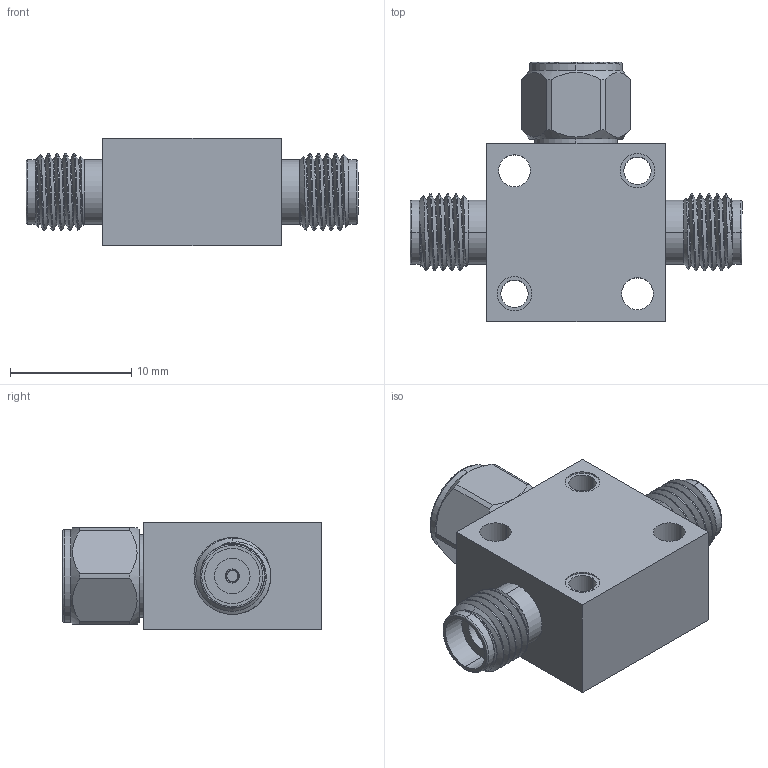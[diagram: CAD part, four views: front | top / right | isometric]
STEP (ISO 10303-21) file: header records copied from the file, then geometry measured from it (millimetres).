
FILE_DESCRIPTION (( 'STEP AP203' ), '1' );
FILE_NAME ('MPR40M-2.step', '2019-03-04T21:11:20', ( '' ), ( '' ), 'SwSTEP 2.0', 'SolidWorks 2017', '' );
FILE_SCHEMA (( 'CONFIG_CONTROL_DESIGN' ));
Length unit declared in the file: inch
Products named in the file (1): MPR40M-2
Bounding box: 27.43 x 21.4 x 8.89 mm (x, y, z)
Volume: 2175.8 mm3; surface area: 2142 mm2
Topology: 1 solids, 1 shells, 204 faces, 522 edges, 343 vertices
Faces by surface type: cylinder 90, plane 68, cone 31, bspline 15
Entity records: 9231 total; most frequent: CARTESIAN_POINT 4380, ORIENTED_EDGE 1044, DIRECTION 965, EDGE_CURVE 522, AXIS2_PLACEMENT_3D 385, VERTEX_POINT 343, EDGE_LOOP 235, FACE_OUTER_BOUND 204
